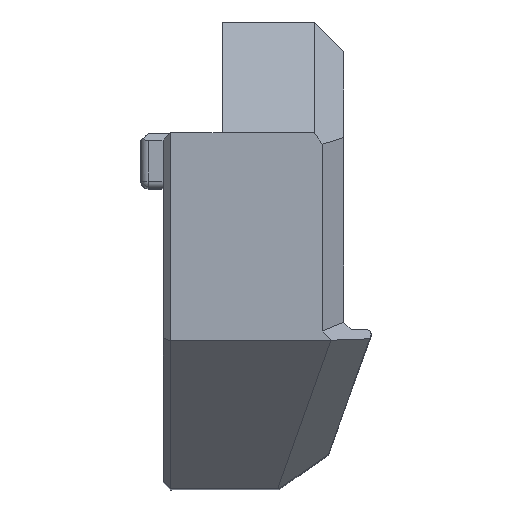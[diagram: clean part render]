
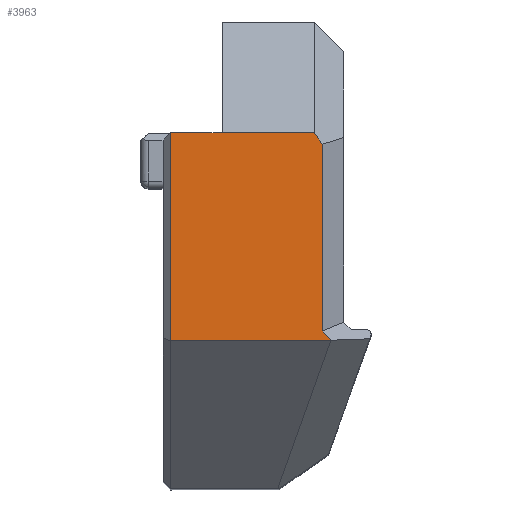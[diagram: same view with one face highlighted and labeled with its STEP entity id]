
A CAD part, top view. The second image highlights one B-rep face of the part: STEP entity #3963.
In plain terms, the highlighted planar face has unit normal (0, 0, 1).
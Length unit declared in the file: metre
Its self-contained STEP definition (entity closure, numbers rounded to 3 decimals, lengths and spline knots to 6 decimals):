
#598=ORIENTED_EDGE('',*,*,#1664,.F.);
#599=ORIENTED_EDGE('',*,*,#1663,.F.);
#600=ORIENTED_EDGE('',*,*,#1581,.F.);
#601=ORIENTED_EDGE('',*,*,#1562,.F.);
#602=ORIENTED_EDGE('',*,*,#1598,.T.);
#603=ORIENTED_EDGE('',*,*,#1665,.T.);
#604=ORIENTED_EDGE('',*,*,#1594,.T.);
#605=ORIENTED_EDGE('',*,*,#1648,.F.);
#606=ORIENTED_EDGE('',*,*,#1644,.F.);
#1562=EDGE_CURVE('',#2123,#2122,#2501,.T.);
#1581=EDGE_CURVE('',#2122,#2140,#2520,.T.);
#1594=EDGE_CURVE('',#2151,#2145,#2533,.T.);
#1598=EDGE_CURVE('',#2123,#2153,#2537,.T.);
#1644=EDGE_CURVE('',#2181,#2183,#2569,.T.);
#1648=EDGE_CURVE('',#2183,#2145,#2573,.T.);
#1663=EDGE_CURVE('',#2140,#2193,#2588,.T.);
#1664=EDGE_CURVE('',#2193,#2181,#2589,.T.);
#1665=EDGE_CURVE('',#2153,#2151,#2590,.T.);
#2122=VERTEX_POINT('',#5437);
#2123=VERTEX_POINT('',#5440);
#2140=VERTEX_POINT('',#5480);
#2145=VERTEX_POINT('',#5493);
#2151=VERTEX_POINT('',#5508);
#2153=VERTEX_POINT('',#5516);
#2181=VERTEX_POINT('',#5606);
#2183=VERTEX_POINT('',#5609);
#2193=VERTEX_POINT('',#5643);
#2501=LINE('',#5441,#2917);
#2520=LINE('',#5479,#2936);
#2533=LINE('',#5507,#2949);
#2537=LINE('',#5515,#2953);
#2569=LINE('',#5608,#2985);
#2573=LINE('',#5616,#2989);
#2588=LINE('',#5644,#3004);
#2589=LINE('',#5646,#3005);
#2590=LINE('',#5647,#3006);
#2917=VECTOR('',#4550,1.);
#2936=VECTOR('',#4575,1.);
#2949=VECTOR('',#4596,1.);
#2953=VECTOR('',#4604,1.);
#2985=VECTOR('',#4698,1.);
#2989=VECTOR('',#4704,1.);
#3004=VECTOR('',#4729,1.);
#3005=VECTOR('',#4732,1.);
#3006=VECTOR('',#4733,1.);
#3327=EDGE_LOOP('',(#598,#599,#600,#601,#602,#603,#604,#605,#606));
#3578=FACE_BOUND('',#3327,.T.);
#3809=PLANE('',#4242);
#3963=ADVANCED_FACE('',(#3578),#3809,.F.);
#4242=AXIS2_PLACEMENT_3D('',#5645,#4730,#4731);
#4550=DIRECTION('',(0.577,-0.816,0.));
#4575=DIRECTION('',(0.,-1.,0.));
#4596=DIRECTION('',(-1.,0.,0.));
#4604=DIRECTION('',(-1.,0.,0.));
#4698=DIRECTION('',(-1.,0.,0.));
#4704=DIRECTION('',(0.,1.,0.));
#4729=DIRECTION('',(0.707,-0.707,0.));
#4730=DIRECTION('',(0.,0.,-1.));
#4731=DIRECTION('',(1.,0.,0.));
#4732=DIRECTION('',(-0.743,-0.669,0.));
#4733=DIRECTION('',(0.,-1.,0.));
#5437=CARTESIAN_POINT('',(0.004339,0.003683,0.047999));
#5440=CARTESIAN_POINT('',(0.003893,0.004312,0.047999));
#5441=CARTESIAN_POINT('',(0.004917,0.002864,0.047999));
#5479=CARTESIAN_POINT('',(0.004339,-0.00468,0.047999));
#5480=CARTESIAN_POINT('',(0.004339,-0.006428,0.047999));
#5493=CARTESIAN_POINT('',(-0.003893,0.004311,0.047999));
#5507=CARTESIAN_POINT('',(-0.001458,0.004311,0.047999));
#5508=CARTESIAN_POINT('',(-0.001093,0.004311,0.047999));
#5515=CARTESIAN_POINT('',(0.001377,0.004312,0.047999));
#5516=CARTESIAN_POINT('',(-0.001093,0.004312,0.047999));
#5606=CARTESIAN_POINT('',(0.004793,-0.006969,0.047999));
#5608=CARTESIAN_POINT('',(-0.001458,-0.006969,0.047999));
#5609=CARTESIAN_POINT('',(-0.003893,-0.006969,0.047999));
#5616=CARTESIAN_POINT('',(-0.003893,0.0004,0.047999));
#5643=CARTESIAN_POINT('',(0.004839,-0.006928,0.047999));
#5644=CARTESIAN_POINT('',(0.003138,-0.005228,0.047999));
#5645=CARTESIAN_POINT('',(0.001377,-0.00351,0.047999));
#5646=CARTESIAN_POINT('',(0.003621,-0.008024,0.047999));
#5647=CARTESIAN_POINT('',(-0.001093,0.002401,0.047999));
